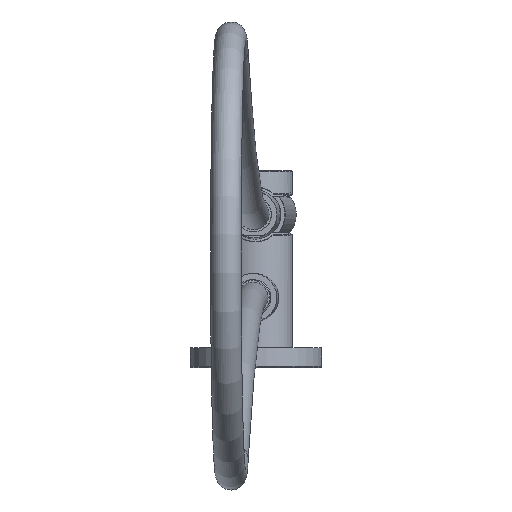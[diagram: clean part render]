
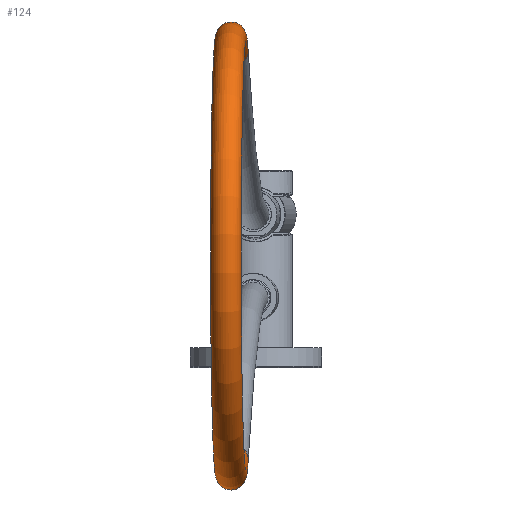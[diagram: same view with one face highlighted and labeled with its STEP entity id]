
A CAD part, front view. The second image highlights one B-rep face of the part: STEP entity #124.
In plain terms, the highlighted toroidal (fillet/blend) face has major radius 100 mm and minor radius 7 mm.
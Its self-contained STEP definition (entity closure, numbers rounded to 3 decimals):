
#124 = ADVANCED_FACE ( 'NONE', ( #1056, #3289 ), #5038, .T. ) ;
#386 = VERTEX_POINT ( 'NONE', #7746 ) ;
#932 = CARTESIAN_POINT ( 'NONE',  ( 74.459, -438.426, 7. ) ) ;
#1056 = FACE_OUTER_BOUND ( 'NONE', #2596, .T. ) ;
#1270 = DIRECTION ( 'NONE',  ( 0., 0., -1. ) ) ;
#1747 = DIRECTION ( 'NONE',  ( -0.356, 0.935, 0. ) ) ;
#1894 = VERTEX_POINT ( 'NONE', #932 ) ;
#2029 = CARTESIAN_POINT ( 'NONE',  ( -19., -474., 0. ) ) ;
#2567 = AXIS2_PLACEMENT_3D ( 'NONE', #3902, #9114, #4647 ) ;
#2596 = EDGE_LOOP ( 'NONE', ( #7137 ) ) ;
#2786 = DIRECTION ( 'NONE',  ( -1., 0., 0. ) ) ;
#3289 = FACE_OUTER_BOUND ( 'NONE', #6544, .T. ) ;
#3902 = CARTESIAN_POINT ( 'NONE',  ( -111.841, -436.845, 0. ) ) ;
#4398 = AXIS2_PLACEMENT_3D ( 'NONE', #2029, #1270, #2786 ) ;
#4481 = ORIENTED_EDGE ( 'NONE', *, *, #7195, .T. ) ;
#4647 = DIRECTION ( 'NONE',  ( 0., 0., 1. ) ) ;
#5038 = TOROIDAL_SURFACE ( 'NONE', #4398, 100., 7. ) ;
#5188 = AXIS2_PLACEMENT_3D ( 'NONE', #6234, #1747, #6972 ) ;
#5328 = EDGE_CURVE ( 'NONE', #1894, #1894, #8276, .T. ) ;
#6234 = CARTESIAN_POINT ( 'NONE',  ( 74.459, -438.426, 0. ) ) ;
#6437 = CIRCLE ( 'NONE', #2567, 7. ) ;
#6544 = EDGE_LOOP ( 'NONE', ( #4481 ) ) ;
#6972 = DIRECTION ( 'NONE',  ( 0., 0., 1. ) ) ;
#7137 = ORIENTED_EDGE ( 'NONE', *, *, #5328, .F. ) ;
#7195 = EDGE_CURVE ( 'NONE', #386, #386, #6437, .T. ) ;
#7746 = CARTESIAN_POINT ( 'NONE',  ( -111.841, -436.845, 7. ) ) ;
#8276 = CIRCLE ( 'NONE', #5188, 7. ) ;
#9114 = DIRECTION ( 'NONE',  ( -0.372, -0.928, 0. ) ) ;
